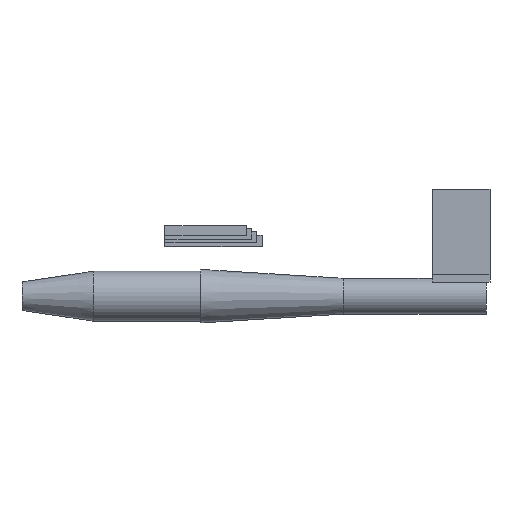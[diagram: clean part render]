
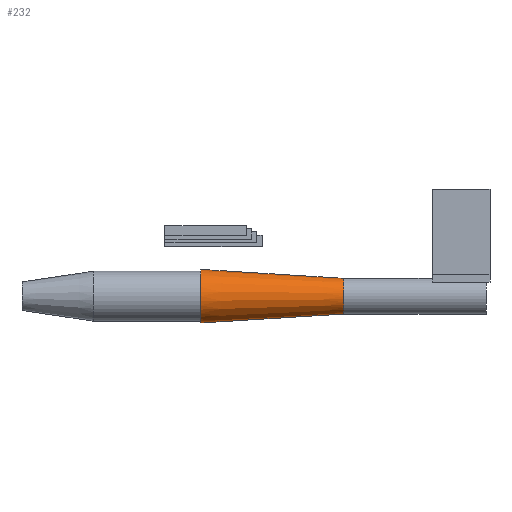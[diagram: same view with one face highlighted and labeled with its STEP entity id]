
A CAD part, front view. The second image highlights one B-rep face of the part: STEP entity #232.
In plain terms, the highlighted conical face has half-angle 3.576 degrees and reference radius 0.075 mm.
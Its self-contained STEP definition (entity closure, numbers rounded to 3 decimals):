
#159 = PLANE('',#160);
#160 = AXIS2_PLACEMENT_3D('',#161,#162,#163);
#161 = CARTESIAN_POINT('',(0.5,0.,0.));
#162 = DIRECTION('',(1.,0.,0.));
#163 = DIRECTION('',(-0.,0.,1.));
#201 = EDGE_CURVE('',#202,#202,#204,.T.);
#202 = VERTEX_POINT('',#203);
#203 = CARTESIAN_POINT('',(0.5,0.,0.075));
#204 = SURFACE_CURVE('',#205,(#210,#217),.PCURVE_S1.);
#205 = CIRCLE('',#206,0.075);
#206 = AXIS2_PLACEMENT_3D('',#207,#208,#209);
#207 = CARTESIAN_POINT('',(0.5,0.,0.));
#208 = DIRECTION('',(1.,0.,0.));
#209 = DIRECTION('',(-0.,0.,1.));
#210 = PCURVE('',#159,#211);
#211 = DEFINITIONAL_REPRESENTATION('',(#212),#216);
#212 = CIRCLE('',#213,0.075);
#213 = AXIS2_PLACEMENT_2D('',#214,#215);
#214 = CARTESIAN_POINT('',(0.,0.));
#215 = DIRECTION('',(1.,0.));
#216 = ( GEOMETRIC_REPRESENTATION_CONTEXT(2) 
PARAMETRIC_REPRESENTATION_CONTEXT() REPRESENTATION_CONTEXT('2D SPACE',''
  ) );
#217 = PCURVE('',#218,#223);
#218 = CONICAL_SURFACE('',#219,0.075,0.062);
#219 = AXIS2_PLACEMENT_3D('',#220,#221,#222);
#220 = CARTESIAN_POINT('',(0.5,0.,0.));
#221 = DIRECTION('',(-1.,-0.,-0.));
#222 = DIRECTION('',(-0.,0.,1.));
#223 = DEFINITIONAL_REPRESENTATION('',(#224),#228);
#224 = LINE('',#225,#226);
#225 = CARTESIAN_POINT('',(-0.,-0.));
#226 = VECTOR('',#227,1.);
#227 = DIRECTION('',(-1.,-0.));
#228 = ( GEOMETRIC_REPRESENTATION_CONTEXT(2) 
PARAMETRIC_REPRESENTATION_CONTEXT() REPRESENTATION_CONTEXT('2D SPACE',''
  ) );
#232 = ADVANCED_FACE('',(#233),#218,.T.);
#233 = FACE_BOUND('',#234,.T.);
#234 = EDGE_LOOP('',(#235,#263,#284,#285));
#235 = ORIENTED_EDGE('',*,*,#236,.F.);
#236 = EDGE_CURVE('',#237,#237,#239,.T.);
#237 = VERTEX_POINT('',#238);
#238 = CARTESIAN_POINT('',(0.9,0.,0.05));
#239 = SURFACE_CURVE('',#240,(#245,#252),.PCURVE_S1.);
#240 = CIRCLE('',#241,0.05);
#241 = AXIS2_PLACEMENT_3D('',#242,#243,#244);
#242 = CARTESIAN_POINT('',(0.9,0.,0.));
#243 = DIRECTION('',(1.,0.,0.));
#244 = DIRECTION('',(-0.,0.,1.));
#245 = PCURVE('',#218,#246);
#246 = DEFINITIONAL_REPRESENTATION('',(#247),#251);
#247 = LINE('',#248,#249);
#248 = CARTESIAN_POINT('',(-0.,-0.4));
#249 = VECTOR('',#250,1.);
#250 = DIRECTION('',(-1.,-0.));
#251 = ( GEOMETRIC_REPRESENTATION_CONTEXT(2) 
PARAMETRIC_REPRESENTATION_CONTEXT() REPRESENTATION_CONTEXT('2D SPACE',''
  ) );
#252 = PCURVE('',#253,#258);
#253 = CYLINDRICAL_SURFACE('',#254,0.05);
#254 = AXIS2_PLACEMENT_3D('',#255,#256,#257);
#255 = CARTESIAN_POINT('',(0.9,0.,0.));
#256 = DIRECTION('',(1.,0.,0.));
#257 = DIRECTION('',(-0.,0.,1.));
#258 = DEFINITIONAL_REPRESENTATION('',(#259),#262);
#259 = B_SPLINE_CURVE_WITH_KNOTS('',1,(#260,#261),.UNSPECIFIED.,.F.,.F.,
  (2,2),(0.,6.283),.PIECEWISE_BEZIER_KNOTS.);
#260 = CARTESIAN_POINT('',(0.,0.));
#261 = CARTESIAN_POINT('',(6.283,0.));
#262 = ( GEOMETRIC_REPRESENTATION_CONTEXT(2) 
PARAMETRIC_REPRESENTATION_CONTEXT() REPRESENTATION_CONTEXT('2D SPACE',''
  ) );
#263 = ORIENTED_EDGE('',*,*,#264,.F.);
#264 = EDGE_CURVE('',#202,#237,#265,.T.);
#265 = SEAM_CURVE('',#266,(#270,#277),.PCURVE_S1.);
#266 = LINE('',#267,#268);
#267 = CARTESIAN_POINT('',(0.5,0.,0.075));
#268 = VECTOR('',#269,1.);
#269 = DIRECTION('',(0.998,0.,
    -0.062));
#270 = PCURVE('',#218,#271);
#271 = DEFINITIONAL_REPRESENTATION('',(#272),#276);
#272 = LINE('',#273,#274);
#273 = CARTESIAN_POINT('',(-6.283,0.));
#274 = VECTOR('',#275,1.);
#275 = DIRECTION('',(-0.,-1.));
#276 = ( GEOMETRIC_REPRESENTATION_CONTEXT(2) 
PARAMETRIC_REPRESENTATION_CONTEXT() REPRESENTATION_CONTEXT('2D SPACE',''
  ) );
#277 = PCURVE('',#218,#278);
#278 = DEFINITIONAL_REPRESENTATION('',(#279),#283);
#279 = LINE('',#280,#281);
#280 = CARTESIAN_POINT('',(0.,-0.));
#281 = VECTOR('',#282,1.);
#282 = DIRECTION('',(-0.,-1.));
#283 = ( GEOMETRIC_REPRESENTATION_CONTEXT(2) 
PARAMETRIC_REPRESENTATION_CONTEXT() REPRESENTATION_CONTEXT('2D SPACE',''
  ) );
#284 = ORIENTED_EDGE('',*,*,#201,.T.);
#285 = ORIENTED_EDGE('',*,*,#264,.T.);
